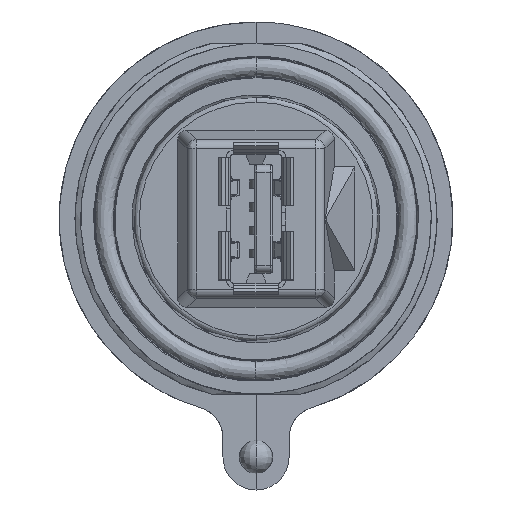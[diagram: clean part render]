
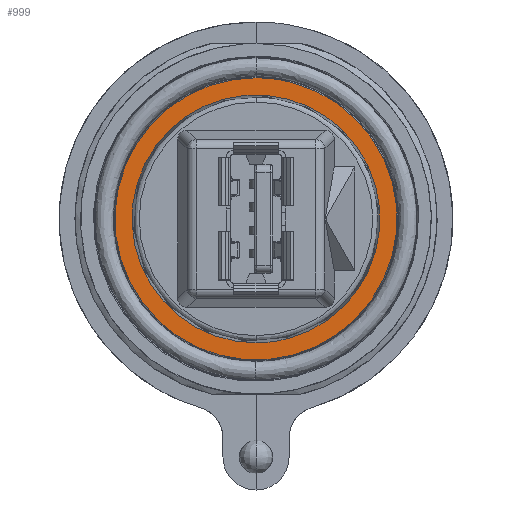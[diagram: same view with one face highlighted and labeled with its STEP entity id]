
A CAD part, left-side view. The second image highlights one B-rep face of the part: STEP entity #999.
In plain terms, the highlighted planar face has unit normal (-1, 0, 0).
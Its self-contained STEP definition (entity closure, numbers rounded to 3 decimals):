
#999=ADVANCED_FACE('',(#3212,#3213),#3214,.F.);
#3212=FACE_OUTER_BOUND('',#6448,.T.);
#3213=FACE_BOUND('',#6449,.T.);
#3214=PLANE('',#6450);
#6448=EDGE_LOOP('',(#11922,#11923,#11924));
#6449=EDGE_LOOP('',(#11925,#11926,#11927));
#6450=AXIS2_PLACEMENT_3D('',#11928,#11929,#11930);
#11922=ORIENTED_EDGE('',*,*,#18538,.T.);
#11923=ORIENTED_EDGE('',*,*,#18324,.T.);
#11924=ORIENTED_EDGE('',*,*,#18539,.T.);
#11925=ORIENTED_EDGE('',*,*,#18330,.F.);
#11926=ORIENTED_EDGE('',*,*,#18329,.F.);
#11927=ORIENTED_EDGE('',*,*,#18468,.F.);
#11928=CARTESIAN_POINT('',(0.0,14.145,0.));
#11929=DIRECTION('',(1.0,0.0,0.0));
#11930=DIRECTION('',(0.0,1.0,0.0));
#18324=EDGE_CURVE('',#28206,#28204,#28207,.T.);
#18329=EDGE_CURVE('',#28211,#28214,#28215,.T.);
#18330=EDGE_CURVE('',#28214,#28216,#28217,.T.);
#18468=EDGE_CURVE('',#28216,#28211,#28443,.T.);
#18538=EDGE_CURVE('',#28548,#28206,#28549,.T.);
#18539=EDGE_CURVE('',#28204,#28548,#28550,.T.);
#28204=VERTEX_POINT('',#34880);
#28206=VERTEX_POINT('',#34883);
#28207=CIRCLE('',#34884,13.593);
#28211=VERTEX_POINT('',#34889);
#28214=VERTEX_POINT('',#34893);
#28215=CIRCLE('',#34894,11.941);
#28216=VERTEX_POINT('',#34895);
#28217=CIRCLE('',#34896,11.941);
#28443=CIRCLE('',#35210,11.941);
#28548=VERTEX_POINT('',#35406);
#28549=CIRCLE('',#35407,13.593);
#28550=CIRCLE('',#35408,13.593);
#34880=CARTESIAN_POINT('',(0.0,-3.546,13.123));
#34883=CARTESIAN_POINT('',(0.0,3.546,-13.123));
#34884=AXIS2_PLACEMENT_3D('',#41918,#41919,#41920);
#34889=CARTESIAN_POINT('',(0.0,3.115,11.527));
#34893=CARTESIAN_POINT('',(0.0,0.0,-11.941));
#34894=AXIS2_PLACEMENT_3D('',#41926,#41927,#41928);
#34895=CARTESIAN_POINT('',(0.0,-3.115,-11.527));
#34896=AXIS2_PLACEMENT_3D('',#41929,#41930,#41931);
#35210=AXIS2_PLACEMENT_3D('',#42146,#42147,#42148);
#35406=CARTESIAN_POINT('',(0.0,0.0,13.593));
#35407=AXIS2_PLACEMENT_3D('',#42219,#42220,#42221);
#35408=AXIS2_PLACEMENT_3D('',#42222,#42223,#42224);
#41918=CARTESIAN_POINT('',(0.0,0.0,0.0));
#41919=DIRECTION('',(-1.0,0.0,0.0));
#41920=DIRECTION('',(0.0,0.0,-1.0));
#41926=CARTESIAN_POINT('',(0.0,0.0,0.0));
#41927=DIRECTION('',(-1.0,0.0,0.0));
#41928=DIRECTION('',(0.0,0.0,1.0));
#41929=CARTESIAN_POINT('',(0.0,0.0,0.0));
#41930=DIRECTION('',(-1.0,0.0,0.0));
#41931=DIRECTION('',(0.0,0.0,1.0));
#42146=CARTESIAN_POINT('',(0.0,0.0,0.0));
#42147=DIRECTION('',(-1.0,0.0,0.0));
#42148=DIRECTION('',(0.0,0.0,1.0));
#42219=CARTESIAN_POINT('',(0.0,0.0,0.0));
#42220=DIRECTION('',(-1.0,0.0,0.0));
#42221=DIRECTION('',(0.0,0.0,-1.0));
#42222=CARTESIAN_POINT('',(0.0,0.0,0.0));
#42223=DIRECTION('',(-1.0,0.0,0.0));
#42224=DIRECTION('',(0.0,0.0,-1.0));
